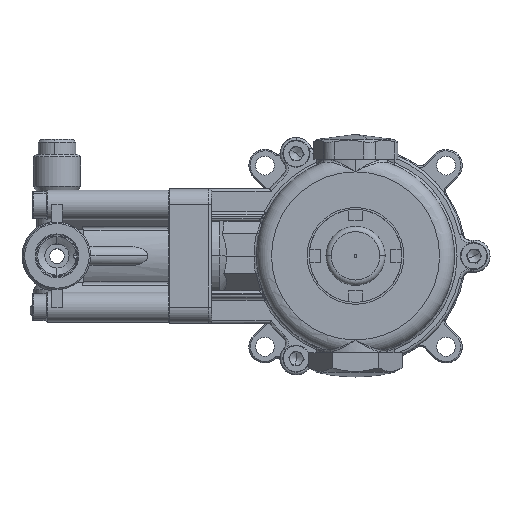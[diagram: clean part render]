
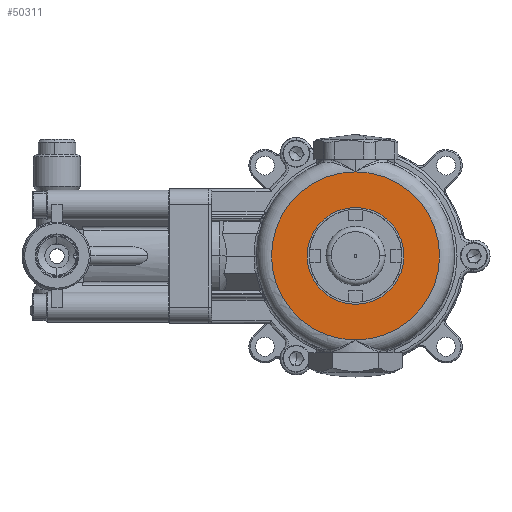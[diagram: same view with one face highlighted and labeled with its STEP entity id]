
A CAD part, top view. The second image highlights one B-rep face of the part: STEP entity #50311.
In plain terms, the highlighted planar face has unit normal (0, 0, 1).
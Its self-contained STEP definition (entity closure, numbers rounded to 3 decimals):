
#2373 = CIRCLE ( 'NONE', #2410, 18. ) ;
#2410 = AXIS2_PLACEMENT_3D ( 'NONE', #3837, #3838, #3839 ) ;
#3837 = CARTESIAN_POINT ( 'NONE',  ( 69., 0., 49. ) ) ;
#3838 = DIRECTION ( 'NONE',  ( 0., 0., -1. ) ) ;
#3839 = DIRECTION ( 'NONE',  ( 0., 1., 0. ) ) ;
#23657 = FACE_BOUND ( 'NONE', #49179, .T. ) ;
#23658 = FACE_OUTER_BOUND ( 'NONE', #49180, .T. ) ;
#24784 = AXIS2_PLACEMENT_3D ( 'NONE', #26228, #26229, #26230 ) ;
#26227 = PLANE ( 'NONE',  #24784 ) ;
#26228 = CARTESIAN_POINT ( 'NONE',  ( 69., 31.25, 49. ) ) ;
#26229 = DIRECTION ( 'NONE',  ( 0., 0., 1. ) ) ;
#26230 = DIRECTION ( 'NONE',  ( 0., -1., 0. ) ) ;
#36525 = CIRCLE ( 'NONE', #36526, 31.25 ) ;
#36526 = AXIS2_PLACEMENT_3D ( 'NONE', #38630, #38631, #38632 ) ;
#36527 = CIRCLE ( 'NONE', #36528, 31.25 ) ;
#36528 = AXIS2_PLACEMENT_3D ( 'NONE', #38681, #38682, #38683 ) ;
#36564 = CIRCLE ( 'NONE', #36572, 18. ) ;
#36572 = AXIS2_PLACEMENT_3D ( 'NONE', #39044, #39045, #39046 ) ;
#37664 = CARTESIAN_POINT ( 'NONE',  ( 69., -18., 49. ) ) ;
#37665 = CARTESIAN_POINT ( 'NONE',  ( 69., 18., 49. ) ) ;
#37676 = CARTESIAN_POINT ( 'NONE',  ( 69., 31.25, 49. ) ) ;
#38630 = CARTESIAN_POINT ( 'NONE',  ( 69., 0., 49. ) ) ;
#38631 = DIRECTION ( 'NONE',  ( 0., 0., -1. ) ) ;
#38632 = DIRECTION ( 'NONE',  ( 0., 1., 0. ) ) ;
#38681 = CARTESIAN_POINT ( 'NONE',  ( 69., 0., 49. ) ) ;
#38682 = DIRECTION ( 'NONE',  ( 0., 0., -1. ) ) ;
#38683 = DIRECTION ( 'NONE',  ( 0., 1., 0. ) ) ;
#39044 = CARTESIAN_POINT ( 'NONE',  ( 69., 0., 49. ) ) ;
#39045 = DIRECTION ( 'NONE',  ( 0., 0., -1. ) ) ;
#39046 = DIRECTION ( 'NONE',  ( 0., 1., 0. ) ) ;
#40845 = CARTESIAN_POINT ( 'NONE',  ( 69., -31.25, 49. ) ) ;
#44420 = EDGE_CURVE ( 'NONE', #54347, #54346, #2373, .T. ) ;
#49179 = EDGE_LOOP ( 'NONE', ( #55003, #55005 ) ) ;
#49180 = EDGE_LOOP ( 'NONE', ( #55007, #55006 ) ) ;
#50311 = ADVANCED_FACE ( 'NONE', ( #23657, #23658 ), #26227, .T. ) ;
#54346 = VERTEX_POINT ( 'NONE', #37664 ) ;
#54347 = VERTEX_POINT ( 'NONE', #37665 ) ;
#54363 = VERTEX_POINT ( 'NONE', #37676 ) ;
#54801 = EDGE_CURVE ( 'NONE', #54363, #56221, #36525, .T. ) ;
#54804 = EDGE_CURVE ( 'NONE', #56221, #54363, #36527, .T. ) ;
#54838 = EDGE_CURVE ( 'NONE', #54346, #54347, #36564, .T. ) ;
#55003 = ORIENTED_EDGE ( 'NONE', *, *, #44420, .T. ) ;
#55005 = ORIENTED_EDGE ( 'NONE', *, *, #54838, .T. ) ;
#55006 = ORIENTED_EDGE ( 'NONE', *, *, #54804, .F. ) ;
#55007 = ORIENTED_EDGE ( 'NONE', *, *, #54801, .F. ) ;
#56221 = VERTEX_POINT ( 'NONE', #40845 ) ;
